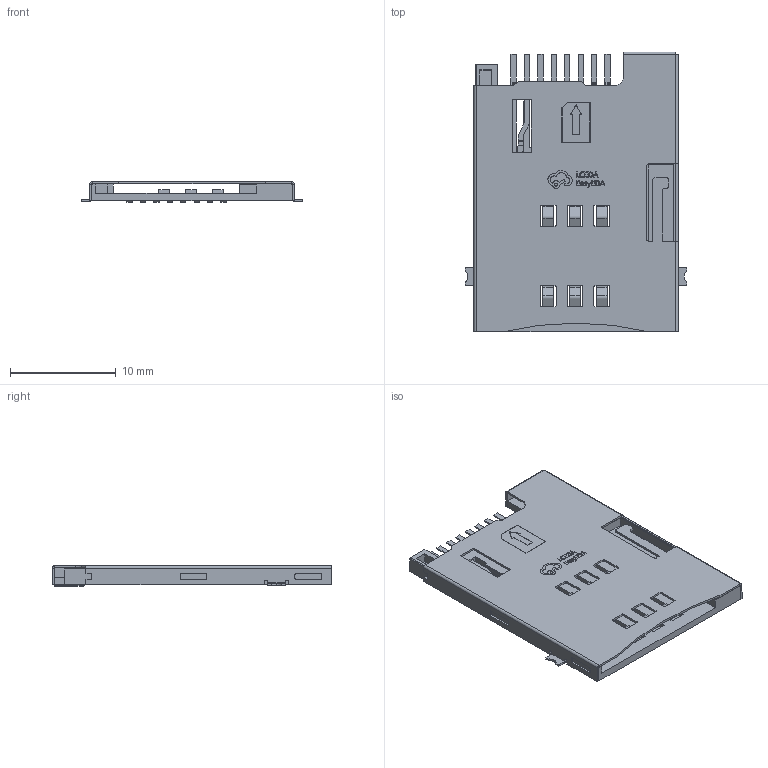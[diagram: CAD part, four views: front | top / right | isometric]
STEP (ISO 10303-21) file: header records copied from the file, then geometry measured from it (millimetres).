
FILE_DESCRIPTION (( 'STEP AP214' ), '1' );
FILE_NAME ('SIMCARD-SMD_8P-P1.27_L26.3-W19.4.step', '2022-07-12T15:38:07', ( '' ), ( '' ), 'SwSTEP 2.0', 'SolidWorks 2020', '' );
FILE_SCHEMA (( 'AUTOMOTIVE_DESIGN' ));
Length unit declared in the file: millimetre
Products named in the file (1): SIMCARD-SMD_8P-P1.27_L26.3-W19.4
Bounding box: 20.95 x 26.5 x 1.93 mm (x, y, z)
Volume: 447.9 mm3; surface area: 2420.1 mm2
Topology: 24 solids, 24 shells, 1020 faces, 2731 edges, 1807 vertices
Faces by surface type: plane 760, cylinder 142, bspline 116, torus 2
Entity records: 45039 total; most frequent: CARTESIAN_POINT 8557, ORIENTED_EDGE 5460, DIRECTION 4596, EDGE_CURVE 2730, LINE 2206, VECTOR 2206, VERTEX_POINT 1805, AXIS2_PLACEMENT_3D 1195
